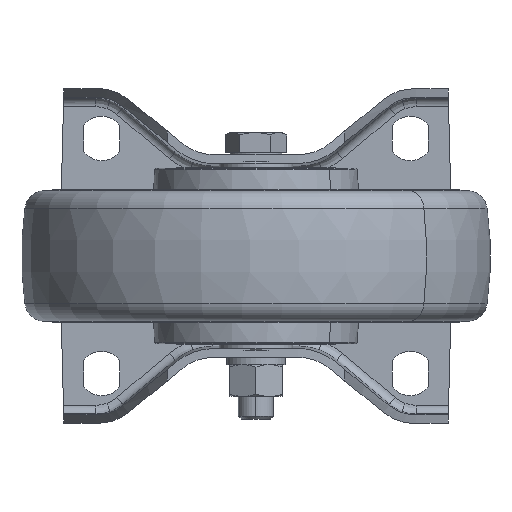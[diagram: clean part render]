
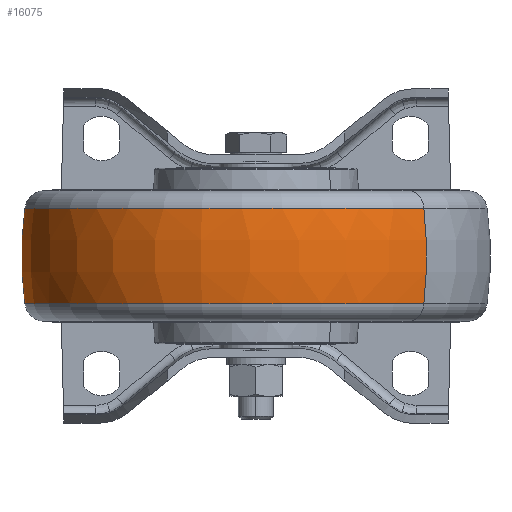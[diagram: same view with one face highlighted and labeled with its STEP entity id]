
A CAD part, front view. The second image highlights one B-rep face of the part: STEP entity #16075.
In plain terms, the highlighted toroidal (fillet/blend) face has major radius 30 mm and minor radius 110 mm.
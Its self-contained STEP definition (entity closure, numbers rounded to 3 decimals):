
#1483 = ORIENTED_EDGE ( 'NONE', *, *, #18925, .T. ) ;
#2363 = DIRECTION ( 'NONE',  ( 0.725, -0.689, 0. ) ) ;
#2609 = ORIENTED_EDGE ( 'NONE', *, *, #5518, .F. ) ;
#3906 = AXIS2_PLACEMENT_3D ( 'NONE', #17364, #7915, #19229 ) ;
#4502 = FACE_OUTER_BOUND ( 'NONE', #12966, .T. ) ;
#4703 = DIRECTION ( 'NONE',  ( 0., 0., -1. ) ) ;
#4798 = AXIS2_PLACEMENT_3D ( 'NONE', #19312, #9944, #2363 ) ;
#5518 = EDGE_CURVE ( 'NONE', #22599, #16141, #17524, .T. ) ;
#5885 = CARTESIAN_POINT ( 'NONE',  ( -57.121, -65.735, 16.289 ) ) ;
#6466 = DIRECTION ( 'NONE',  ( -0.725, 0.689, 0. ) ) ;
#6802 = VERTEX_POINT ( 'NONE', #5885 ) ;
#7208 = CIRCLE ( 'NONE', #3906, 78.787 ) ;
#7915 = DIRECTION ( 'NONE',  ( 0., 0., -1. ) ) ;
#8759 = EDGE_CURVE ( 'NONE', #16141, #12960, #7208, .T. ) ;
#9037 = DIRECTION ( 'NONE',  ( 0., 0., -1. ) ) ;
#9076 = ORIENTED_EDGE ( 'NONE', *, *, #23843, .T. ) ;
#9944 = DIRECTION ( 'NONE',  ( -0.689, -0.725, 0. ) ) ;
#10230 = TOROIDAL_SURFACE ( 'NONE', #20451, -30., 110. ) ;
#10733 = DIRECTION ( 'NONE',  ( -0.725, 0.689, 0. ) ) ;
#10887 = ORIENTED_EDGE ( 'NONE', *, *, #8759, .F. ) ;
#11095 = CARTESIAN_POINT ( 'NONE',  ( 57.121, -174.265, -16.289 ) ) ;
#11803 = AXIS2_PLACEMENT_3D ( 'NONE', #13395, #22926, #24876 ) ;
#12242 = CIRCLE ( 'NONE', #15373, 78.787 ) ;
#12960 = VERTEX_POINT ( 'NONE', #17858 ) ;
#12966 = EDGE_LOOP ( 'NONE', ( #2609, #1483, #9076, #10887 ) ) ;
#13395 = CARTESIAN_POINT ( 'NONE',  ( -21.75, -99.337, 0. ) ) ;
#15373 = AXIS2_PLACEMENT_3D ( 'NONE', #20613, #9037, #10733 ) ;
#16075 = ADVANCED_FACE ( 'NONE', ( #4502 ), #10230, .T. ) ;
#16141 = VERTEX_POINT ( 'NONE', #11095 ) ;
#17364 = CARTESIAN_POINT ( 'NONE',  ( 0., -120., -16.289 ) ) ;
#17524 = CIRCLE ( 'NONE', #11803, 110. ) ;
#17858 = CARTESIAN_POINT ( 'NONE',  ( -57.121, -65.735, -16.289 ) ) ;
#18011 = CARTESIAN_POINT ( 'NONE',  ( 0., -120., 0. ) ) ;
#18925 = EDGE_CURVE ( 'NONE', #22599, #6802, #12242, .T. ) ;
#19229 = DIRECTION ( 'NONE',  ( -0.725, 0.689, 0. ) ) ;
#19312 = CARTESIAN_POINT ( 'NONE',  ( 21.75, -140.663, 0. ) ) ;
#19499 = CIRCLE ( 'NONE', #4798, 110. ) ;
#19708 = CARTESIAN_POINT ( 'NONE',  ( 57.121, -174.265, 16.289 ) ) ;
#20451 = AXIS2_PLACEMENT_3D ( 'NONE', #18011, #4703, #6466 ) ;
#20613 = CARTESIAN_POINT ( 'NONE',  ( 0., -120., 16.289 ) ) ;
#22599 = VERTEX_POINT ( 'NONE', #19708 ) ;
#22926 = DIRECTION ( 'NONE',  ( 0.689, 0.725, 0. ) ) ;
#23843 = EDGE_CURVE ( 'NONE', #6802, #12960, #19499, .T. ) ;
#24876 = DIRECTION ( 'NONE',  ( -0.725, 0.689, 0. ) ) ;
